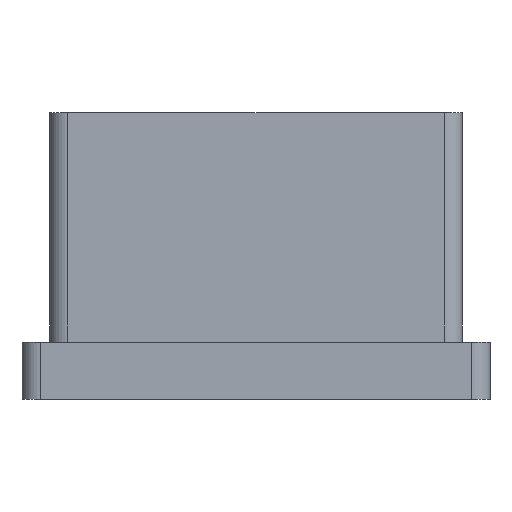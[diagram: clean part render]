
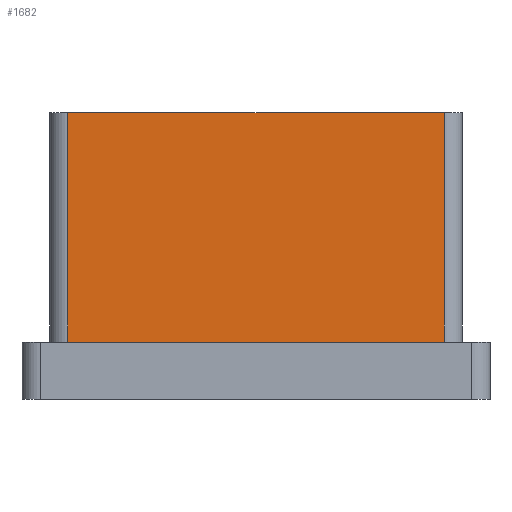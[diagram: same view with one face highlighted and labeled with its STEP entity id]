
A CAD part, left-side view. The second image highlights one B-rep face of the part: STEP entity #1682.
In plain terms, the highlighted planar face has unit normal (-1, 0, 0).
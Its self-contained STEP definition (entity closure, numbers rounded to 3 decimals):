
#110=PLANE('',#1845);
#166=FACE_OUTER_BOUND('',#270,.T.);
#270=EDGE_LOOP('',(#1284,#1285,#1286,#1287));
#416=LINE('',#2586,#559);
#417=LINE('',#2588,#560);
#418=LINE('',#2590,#561);
#419=LINE('',#2591,#562);
#559=VECTOR('',#2146,10.414);
#560=VECTOR('',#2147,6.35);
#561=VECTOR('',#2148,10.414);
#562=VECTOR('',#2149,6.35);
#789=VERTEX_POINT('',#2584);
#790=VERTEX_POINT('',#2585);
#791=VERTEX_POINT('',#2587);
#792=VERTEX_POINT('',#2589);
#983=EDGE_CURVE('',#789,#790,#416,.T.);
#984=EDGE_CURVE('',#790,#791,#417,.T.);
#985=EDGE_CURVE('',#792,#791,#418,.T.);
#986=EDGE_CURVE('',#792,#789,#419,.T.);
#1284=ORIENTED_EDGE('',*,*,#983,.T.);
#1285=ORIENTED_EDGE('',*,*,#984,.T.);
#1286=ORIENTED_EDGE('',*,*,#985,.F.);
#1287=ORIENTED_EDGE('',*,*,#986,.T.);
#1682=ADVANCED_FACE('',(#166),#110,.T.);
#1845=AXIS2_PLACEMENT_3D('',#2583,#2144,#2145);
#2144=DIRECTION('center_axis',(-1.,0.,0.));
#2145=DIRECTION('ref_axis',(0.,-1.,0.));
#2146=DIRECTION('',(0.,-1.,0.));
#2147=DIRECTION('',(0.,0.,1.));
#2148=DIRECTION('',(0.,-1.,0.));
#2149=DIRECTION('',(0.,0.,-1.));
#2583=CARTESIAN_POINT('Origin',(-5.715,5.715,-4.572));
#2584=CARTESIAN_POINT('',(-5.715,5.207,-4.572));
#2585=CARTESIAN_POINT('',(-5.715,-5.207,-4.572));
#2586=CARTESIAN_POINT('',(-5.715,5.207,-4.572));
#2587=CARTESIAN_POINT('',(-5.715,-5.207,1.778));
#2588=CARTESIAN_POINT('',(-5.715,-5.207,-4.572));
#2589=CARTESIAN_POINT('',(-5.715,5.207,1.778));
#2590=CARTESIAN_POINT('',(-5.715,5.207,1.778));
#2591=CARTESIAN_POINT('',(-5.715,5.207,1.778));
